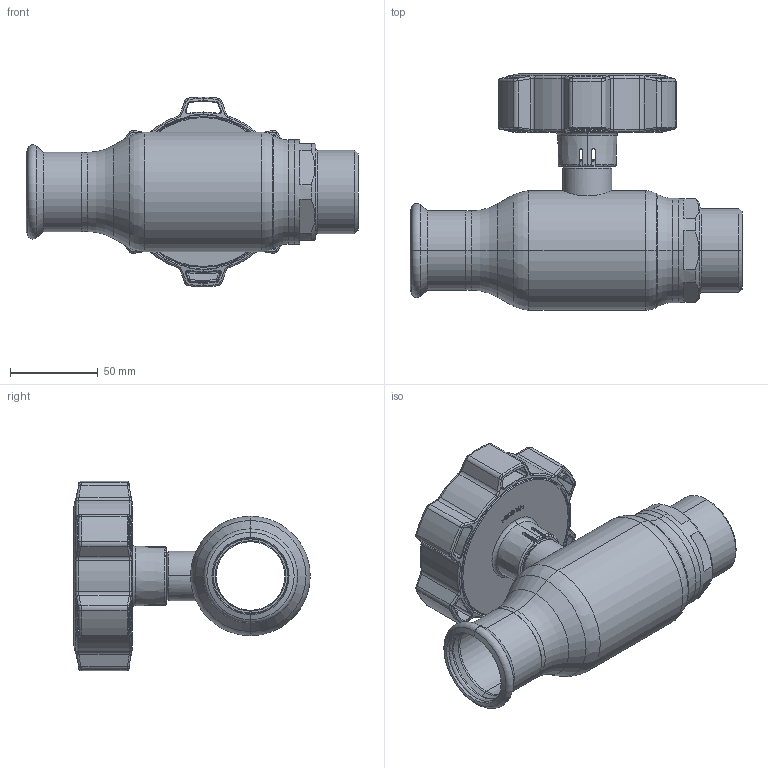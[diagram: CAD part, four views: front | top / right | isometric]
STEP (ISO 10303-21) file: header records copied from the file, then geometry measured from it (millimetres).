
FILE_DESCRIPTION (( 'STEP AP214' ), '1' );
FILE_NAME ('1040001200-1200.step', '2024-01-15T11:30:46', ( '' ), ( '' ), 'SwSTEP 2.0', 'SolidWorks 2021', '' );
FILE_SCHEMA (( 'AUTOMOTIVE_DESIGN' ));
Length unit declared in the file: millimetre
Products named in the file (1): 1040001200-1200
Bounding box: 188.8 x 134.5 x 107.98 mm (x, y, z)
Surface area: 92396.6 mm2 (no closed solid volume)
Topology: 0 solids, 10 shells, 516 faces, 1614 edges, 1067 vertices
Faces by surface type: bspline 154, cylinder 118, plane 110, torus 73, cone 55, sphere 6
Entity records: 31775 total; most frequent: CARTESIAN_POINT 13520, ORIENTED_EDGE 2760, DIRECTION 2186, EDGE_CURVE 1608, VERTEX_POINT 1067, AXIS2_PLACEMENT_3D 865, B_SPLINE_CURVE_WITH_KNOTS 627, EDGE_LOOP 547
